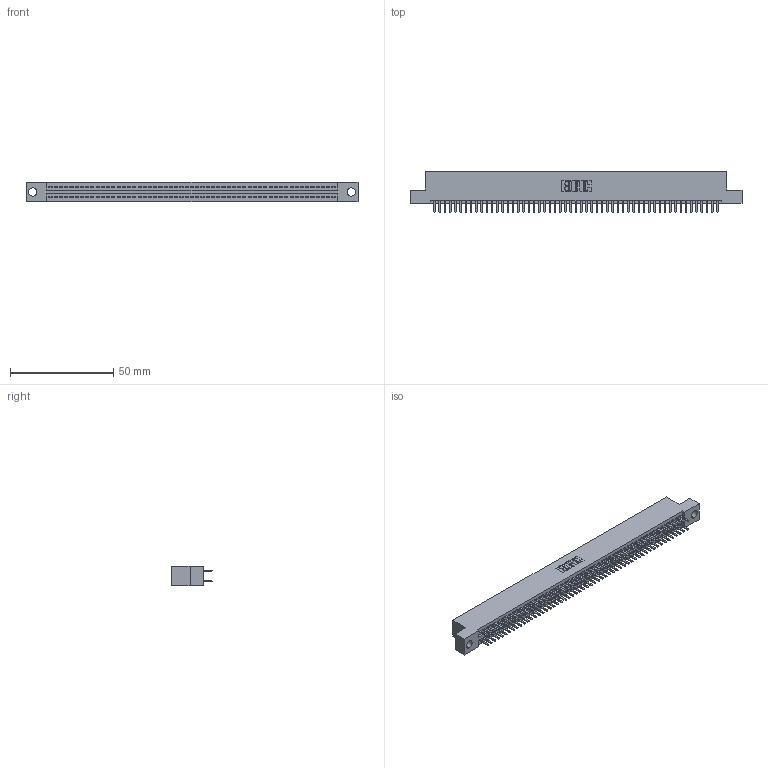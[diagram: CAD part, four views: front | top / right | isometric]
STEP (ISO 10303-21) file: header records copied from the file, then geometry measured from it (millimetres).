
FILE_DESCRIPTION (( 'STEP AP203' ), '1' );
FILE_NAME ('395-110-520-204.STEP', '2018-12-01T01:07:41', ( '' ), ( '' ), 'SwSTEP 2.0', 'SolidWorks 2016', '' );
FILE_SCHEMA (( 'CONFIG_CONTROL_DESIGN' ));
Length unit declared in the file: inch
Products named in the file (3): 345 Part_Flush Mounting Lugs - 0.156 Dia-TH; 345-292-001_345-293-120; 395-110-520-204
Assembly tree (111 placements, depth 2):
  395-110-520-204
    345 Part_Flush Mounting Lugs - 0.156 Dia-TH
    345-292-001_345-293-120  x110
Bounding box: 160.91 x 19.68 x 9.4 mm (x, y, z)
Volume: 15615.3 mm3; surface area: 23046.2 mm2
Topology: 111 solids, 111 shells, 6066 faces, 17611 edges, 11446 vertices
Faces by surface type: plane 3930, cylinder 2136
Entity records: 41521 total; most frequent: CARTESIAN_POINT 6960, ORIENTED_EDGE 6882, DIRECTION 6109, EDGE_CURVE 3441, LINE 3085, VECTOR 3085, VERTEX_POINT 2290, AXIS2_PLACEMENT_3D 1512
